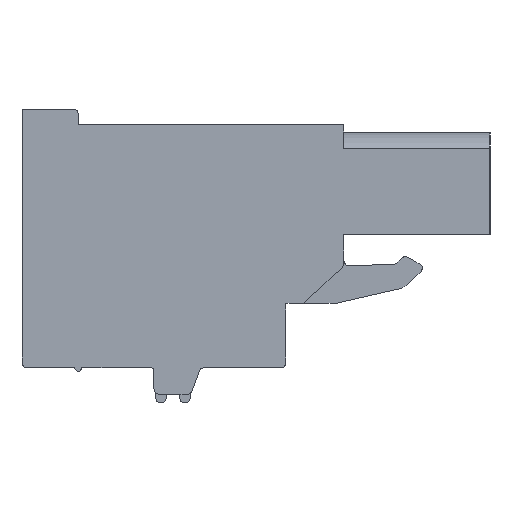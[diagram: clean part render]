
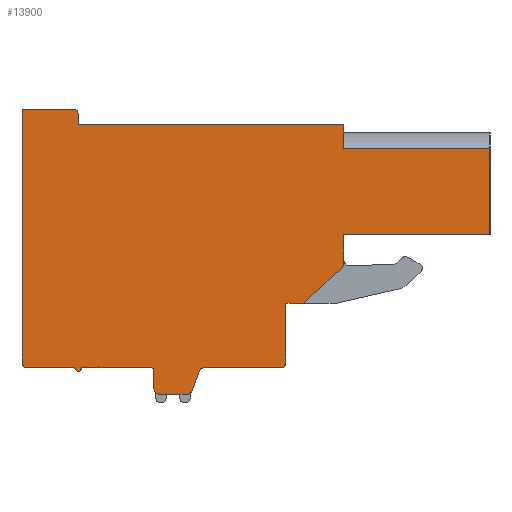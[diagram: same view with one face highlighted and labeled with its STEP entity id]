
A CAD part, left-side view. The second image highlights one B-rep face of the part: STEP entity #13900.
In plain terms, the highlighted planar face has unit normal (-1, 0, 0).
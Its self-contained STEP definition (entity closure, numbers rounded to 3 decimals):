
#1=DIRECTION('',(0.,1.,0.));
#2=VECTOR('',#1,8.3);
#3=CARTESIAN_POINT('',(0.,-13.96,5.635));
#4=LINE('',#3,#2);
#5=DIRECTION('',(0.,1.,0.));
#6=VECTOR('',#5,8.3);
#7=CARTESIAN_POINT('',(0.,-13.96,0.73));
#8=LINE('',#7,#6);
#9=DIRECTION('',(0.,0.,-1.));
#10=VECTOR('',#9,1.64);
#11=CARTESIAN_POINT('',(0.,-5.66,0.73));
#12=LINE('',#11,#10);
#13=CARTESIAN_POINT('',(0.,-5.36,-0.91));
#14=DIRECTION('',(1.,0.,0.));
#15=DIRECTION('',(0.,-1.,0.));
#16=AXIS2_PLACEMENT_3D('',#13,#14,#15);
#18=DIRECTION('',(0.,0.731,-0.683));
#19=VECTOR('',#18,3.018);
#20=CARTESIAN_POINT('',(0.,-5.565,-1.129));
#21=LINE('',#20,#19);
#22=DIRECTION('',(0.,1.,0.));
#23=VECTOR('',#22,1.);
#24=CARTESIAN_POINT('',(0.,-3.36,-3.19));
#25=LINE('',#24,#23);
#26=DIRECTION('',(0.,0.,-1.));
#27=VECTOR('',#26,0.5);
#28=CARTESIAN_POINT('',(0.,-2.36,-3.19));
#29=LINE('',#28,#27);
#30=DIRECTION('',(0.,0.,-1.));
#31=VECTOR('',#30,2.35);
#32=CARTESIAN_POINT('',(0.,-2.36,-3.69));
#33=LINE('',#32,#31);
#34=DIRECTION('',(0.,0.,-1.));
#35=VECTOR('',#34,0.5);
#36=CARTESIAN_POINT('',(0.,-2.36,-6.04));
#37=LINE('',#36,#35);
#38=CARTESIAN_POINT('',(0.,-2.06,-6.54));
#39=DIRECTION('',(1.,0.,0.));
#40=DIRECTION('',(0.,-1.,0.));
#41=AXIS2_PLACEMENT_3D('',#38,#39,#40);
#43=DIRECTION('',(0.,1.,0.));
#44=VECTOR('',#43,4.34);
#45=CARTESIAN_POINT('',(0.,-2.06,-6.84));
#46=LINE('',#45,#44);
#47=CARTESIAN_POINT('',(0.,2.28,-7.14));
#48=DIRECTION('',(-1.,0.,0.));
#49=DIRECTION('',(0.,0.,1.));
#50=AXIS2_PLACEMENT_3D('',#47,#48,#49);
#52=DIRECTION('',(0.,0.345,-0.939));
#53=VECTOR('',#52,1.179);
#54=CARTESIAN_POINT('',(0.,2.562,-7.037));
#55=LINE('',#54,#53);
#56=CARTESIAN_POINT('',(0.,3.25,-8.04));
#57=DIRECTION('',(1.,0.,0.));
#58=DIRECTION('',(0.,-0.939,-0.345));
#59=AXIS2_PLACEMENT_3D('',#56,#57,#58);
#61=DIRECTION('',(0.,1.,0.));
#62=VECTOR('',#61,1.59);
#63=CARTESIAN_POINT('',(0.,3.25,-8.34));
#64=LINE('',#63,#62);
#65=CARTESIAN_POINT('',(0.,4.84,-8.04));
#66=DIRECTION('',(1.,0.,0.));
#67=DIRECTION('',(0.,0.,-1.));
#68=AXIS2_PLACEMENT_3D('',#65,#66,#67);
#70=DIRECTION('',(0.,0.,1.));
#71=VECTOR('',#70,1.);
#72=CARTESIAN_POINT('',(0.,5.14,-8.04));
#73=LINE('',#72,#71);
#74=CARTESIAN_POINT('',(0.,5.34,-7.04));
#75=DIRECTION('',(-1.,0.,0.));
#76=DIRECTION('',(0.,-1.,0.));
#77=AXIS2_PLACEMENT_3D('',#74,#75,#76);
#79=DIRECTION('',(0.,1.,0.));
#80=VECTOR('',#79,3.9);
#81=CARTESIAN_POINT('',(0.,5.34,-6.84));
#82=LINE('',#81,#80);
#83=CARTESIAN_POINT('',(0.,9.44,-6.84));
#84=DIRECTION('',(1.,0.,0.));
#85=DIRECTION('',(0.,-1.,0.));
#86=AXIS2_PLACEMENT_3D('',#83,#84,#85);
#88=DIRECTION('',(0.,1.,0.));
#89=VECTOR('',#88,2.7);
#90=CARTESIAN_POINT('',(0.,9.64,-6.84));
#91=LINE('',#90,#89);
#92=CARTESIAN_POINT('',(0.,12.34,-6.54));
#93=DIRECTION('',(1.,0.,0.));
#94=DIRECTION('',(0.,0.,-1.));
#95=AXIS2_PLACEMENT_3D('',#92,#93,#94);
#97=DIRECTION('',(0.,0.,1.));
#98=VECTOR('',#97,0.5);
#99=CARTESIAN_POINT('',(0.,12.64,-6.54));
#100=LINE('',#99,#98);
#101=DIRECTION('',(0.,0.,1.));
#102=VECTOR('',#101,13.9);
#103=CARTESIAN_POINT('',(0.,12.64,-6.04));
#104=LINE('',#103,#102);
#105=DIRECTION('',(0.,-1.,0.));
#106=VECTOR('',#105,2.9);
#107=CARTESIAN_POINT('',(0.,12.64,7.86));
#108=LINE('',#107,#106);
#109=CARTESIAN_POINT('',(0.,9.74,7.56));
#110=DIRECTION('',(1.,0.,0.));
#111=DIRECTION('',(0.,0.,1.));
#112=AXIS2_PLACEMENT_3D('',#109,#110,#111);
#114=DIRECTION('',(0.,0.,-1.));
#115=VECTOR('',#114,0.6);
#116=CARTESIAN_POINT('',(0.,9.44,7.56));
#117=LINE('',#116,#115);
#118=DIRECTION('',(0.,-1.,0.));
#119=VECTOR('',#118,15.1);
#120=CARTESIAN_POINT('',(0.,9.44,6.96));
#121=LINE('',#120,#119);
#283=DIRECTION('',(0.,0.,1.));
#284=VECTOR('',#283,1.325);
#285=CARTESIAN_POINT('',(0.,-5.66,5.635));
#286=LINE('',#285,#284);
#794=DIRECTION('',(0.,0.,1.));
#795=VECTOR('',#794,4.905);
#796=CARTESIAN_POINT('',(0.,-13.96,0.73));
#797=LINE('',#796,#795);
#10529=CARTESIAN_POINT('',(0.,12.34,-6.84));
#10530=CARTESIAN_POINT('',(0.,12.64,-6.54));
#10531=VERTEX_POINT('',#10529);
#10532=VERTEX_POINT('',#10530);
#10533=CARTESIAN_POINT('',(0.,12.64,-6.04));
#10534=VERTEX_POINT('',#10533);
#10535=CARTESIAN_POINT('',(0.,12.64,7.86));
#10536=VERTEX_POINT('',#10535);
#10537=CARTESIAN_POINT('',(0.,9.74,7.86));
#10538=VERTEX_POINT('',#10537);
#10539=CARTESIAN_POINT('',(0.,9.44,7.56));
#10540=VERTEX_POINT('',#10539);
#10541=CARTESIAN_POINT('',(0.,9.44,6.96));
#10542=VERTEX_POINT('',#10541);
#10543=CARTESIAN_POINT('',(0.,-5.66,6.96));
#10544=VERTEX_POINT('',#10543);
#10545=CARTESIAN_POINT('',(0.,-13.96,0.73));
#10546=CARTESIAN_POINT('',(0.,-5.66,0.73));
#10547=VERTEX_POINT('',#10545);
#10548=VERTEX_POINT('',#10546);
#10549=CARTESIAN_POINT('',(0.,-5.66,-0.91));
#10550=VERTEX_POINT('',#10549);
#10551=CARTESIAN_POINT('',(0.,-5.565,-1.129));
#10552=VERTEX_POINT('',#10551);
#10553=CARTESIAN_POINT('',(0.,-3.36,-3.19));
#10554=VERTEX_POINT('',#10553);
#10555=CARTESIAN_POINT('',(0.,-2.36,-3.19));
#10556=VERTEX_POINT('',#10555);
#10557=CARTESIAN_POINT('',(0.,-2.36,-3.69));
#10558=VERTEX_POINT('',#10557);
#10559=CARTESIAN_POINT('',(0.,-2.36,-6.04));
#10560=VERTEX_POINT('',#10559);
#10561=CARTESIAN_POINT('',(0.,-2.36,-6.54));
#10562=VERTEX_POINT('',#10561);
#10563=CARTESIAN_POINT('',(0.,-2.06,-6.84));
#10564=VERTEX_POINT('',#10563);
#10565=CARTESIAN_POINT('',(0.,2.28,-6.84));
#10566=VERTEX_POINT('',#10565);
#10567=CARTESIAN_POINT('',(0.,2.562,-7.037));
#10568=VERTEX_POINT('',#10567);
#10569=CARTESIAN_POINT('',(0.,2.968,-8.143));
#10570=VERTEX_POINT('',#10569);
#10571=CARTESIAN_POINT('',(0.,3.25,-8.34));
#10572=VERTEX_POINT('',#10571);
#10573=CARTESIAN_POINT('',(0.,4.84,-8.34));
#10574=VERTEX_POINT('',#10573);
#10575=CARTESIAN_POINT('',(0.,5.14,-8.04));
#10576=VERTEX_POINT('',#10575);
#10577=CARTESIAN_POINT('',(0.,5.14,-7.04));
#10578=VERTEX_POINT('',#10577);
#10579=CARTESIAN_POINT('',(0.,5.34,-6.84));
#10580=VERTEX_POINT('',#10579);
#10581=CARTESIAN_POINT('',(0.,9.24,-6.84));
#10582=VERTEX_POINT('',#10581);
#10583=CARTESIAN_POINT('',(0.,9.64,-6.84));
#10584=VERTEX_POINT('',#10583);
#10889=CARTESIAN_POINT('',(0.,-13.96,5.635));
#10890=CARTESIAN_POINT('',(0.,-5.66,5.635));
#10891=VERTEX_POINT('',#10889);
#10892=VERTEX_POINT('',#10890);
#13833=CARTESIAN_POINT('',(0.,0.,0.));
#13834=DIRECTION('',(1.,0.,0.));
#13835=DIRECTION('',(0.,-1.,0.));
#13836=AXIS2_PLACEMENT_3D('',#13833,#13834,#13835);
#13837=PLANE('',#13836);
#13839=ORIENTED_EDGE('',*,*,#13838,.F.);
#13841=ORIENTED_EDGE('',*,*,#13840,.F.);
#13843=ORIENTED_EDGE('',*,*,#13842,.T.);
#13845=ORIENTED_EDGE('',*,*,#13844,.T.);
#13847=ORIENTED_EDGE('',*,*,#13846,.T.);
#13849=ORIENTED_EDGE('',*,*,#13848,.T.);
#13851=ORIENTED_EDGE('',*,*,#13850,.T.);
#13853=ORIENTED_EDGE('',*,*,#13852,.T.);
#13855=ORIENTED_EDGE('',*,*,#13854,.T.);
#13857=ORIENTED_EDGE('',*,*,#13856,.T.);
#13859=ORIENTED_EDGE('',*,*,#13858,.T.);
#13861=ORIENTED_EDGE('',*,*,#13860,.T.);
#13863=ORIENTED_EDGE('',*,*,#13862,.T.);
#13865=ORIENTED_EDGE('',*,*,#13864,.T.);
#13867=ORIENTED_EDGE('',*,*,#13866,.T.);
#13869=ORIENTED_EDGE('',*,*,#13868,.T.);
#13871=ORIENTED_EDGE('',*,*,#13870,.T.);
#13873=ORIENTED_EDGE('',*,*,#13872,.T.);
#13875=ORIENTED_EDGE('',*,*,#13874,.T.);
#13877=ORIENTED_EDGE('',*,*,#13876,.T.);
#13879=ORIENTED_EDGE('',*,*,#13878,.T.);
#13881=ORIENTED_EDGE('',*,*,#13880,.T.);
#13883=ORIENTED_EDGE('',*,*,#13882,.T.);
#13885=ORIENTED_EDGE('',*,*,#13884,.T.);
#13887=ORIENTED_EDGE('',*,*,#13886,.T.);
#13889=ORIENTED_EDGE('',*,*,#13888,.T.);
#13891=ORIENTED_EDGE('',*,*,#13890,.T.);
#13893=ORIENTED_EDGE('',*,*,#13892,.T.);
#13895=ORIENTED_EDGE('',*,*,#13894,.T.);
#13897=ORIENTED_EDGE('',*,*,#13896,.F.);
#13898=EDGE_LOOP('',(#13839,#13841,#13843,#13845,#13847,#13849,#13851,#13853,
#13855,#13857,#13859,#13861,#13863,#13865,#13867,#13869,#13871,#13873,#13875,
#13877,#13879,#13881,#13883,#13885,#13887,#13889,#13891,#13893,#13895,#13897));
#13899=FACE_OUTER_BOUND('',#13898,.F.);
#13900=ADVANCED_FACE('',(#13899),#13837,.F.);
#17=CIRCLE('',#16,0.3);
#42=CIRCLE('',#41,0.3);
#51=CIRCLE('',#50,0.3);
#60=CIRCLE('',#59,0.3);
#69=CIRCLE('',#68,0.3);
#78=CIRCLE('',#77,0.2);
#87=CIRCLE('',#86,0.2);
#96=CIRCLE('',#95,0.3);
#113=CIRCLE('',#112,0.3);
#13838=EDGE_CURVE('',#10891,#10892,#4,.T.);
#13840=EDGE_CURVE('',#10547,#10891,#797,.T.);
#13842=EDGE_CURVE('',#10547,#10548,#8,.T.);
#13844=EDGE_CURVE('',#10548,#10550,#12,.T.);
#13846=EDGE_CURVE('',#10550,#10552,#17,.T.);
#13848=EDGE_CURVE('',#10552,#10554,#21,.T.);
#13850=EDGE_CURVE('',#10554,#10556,#25,.T.);
#13852=EDGE_CURVE('',#10556,#10558,#29,.T.);
#13854=EDGE_CURVE('',#10558,#10560,#33,.T.);
#13856=EDGE_CURVE('',#10560,#10562,#37,.T.);
#13858=EDGE_CURVE('',#10562,#10564,#42,.T.);
#13860=EDGE_CURVE('',#10564,#10566,#46,.T.);
#13862=EDGE_CURVE('',#10566,#10568,#51,.T.);
#13864=EDGE_CURVE('',#10568,#10570,#55,.T.);
#13866=EDGE_CURVE('',#10570,#10572,#60,.T.);
#13868=EDGE_CURVE('',#10572,#10574,#64,.T.);
#13870=EDGE_CURVE('',#10574,#10576,#69,.T.);
#13872=EDGE_CURVE('',#10576,#10578,#73,.T.);
#13874=EDGE_CURVE('',#10578,#10580,#78,.T.);
#13876=EDGE_CURVE('',#10580,#10582,#82,.T.);
#13878=EDGE_CURVE('',#10582,#10584,#87,.T.);
#13880=EDGE_CURVE('',#10584,#10531,#91,.T.);
#13882=EDGE_CURVE('',#10531,#10532,#96,.T.);
#13884=EDGE_CURVE('',#10532,#10534,#100,.T.);
#13886=EDGE_CURVE('',#10534,#10536,#104,.T.);
#13888=EDGE_CURVE('',#10536,#10538,#108,.T.);
#13890=EDGE_CURVE('',#10538,#10540,#113,.T.);
#13892=EDGE_CURVE('',#10540,#10542,#117,.T.);
#13894=EDGE_CURVE('',#10542,#10544,#121,.T.);
#13896=EDGE_CURVE('',#10892,#10544,#286,.T.);
